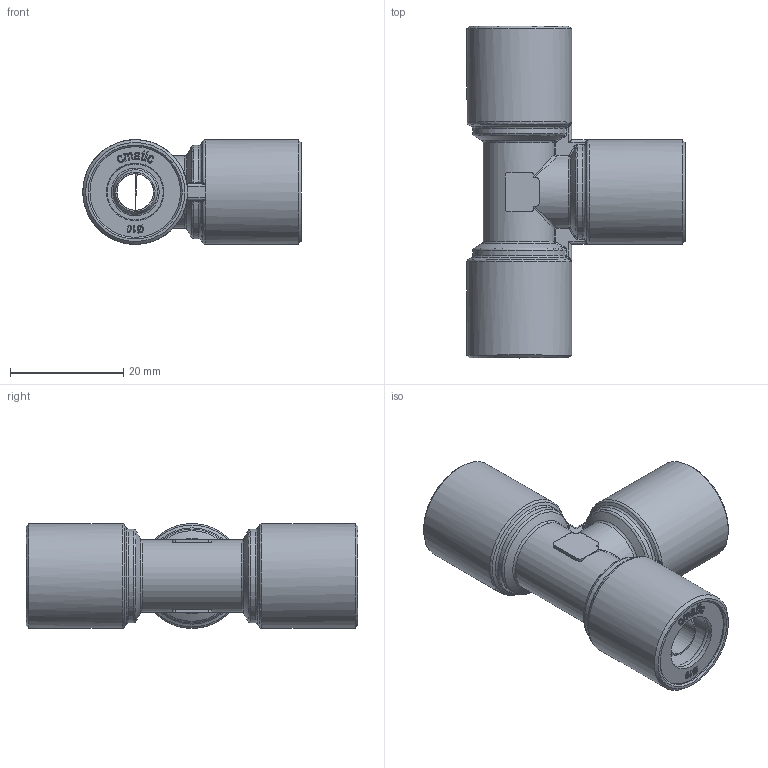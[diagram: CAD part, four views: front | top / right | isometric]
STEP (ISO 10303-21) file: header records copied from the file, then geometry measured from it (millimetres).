
FILE_DESCRIPTION(( 'MAF.29.10.10.stp' ), '1');
FILE_NAME( 'MAF.29.10.10.stp', '2021-02-19T15:25:21',( 'Sopra'),('sopra-pneumatic.com'), 'SwSTEP 2.0','SolidWorks 2009','' );
FILE_SCHEMA( ( 'CONFIG_CONTROL_DESIGN' ) );
Length unit declared in the file: millimetre
Products named in the file (1): Rivoluzione2
Bounding box: 38.55 x 58.6 x 18.5 mm (x, y, z)
Volume: 13379.6 mm3; surface area: 10124.5 mm2
Topology: 1 solids, 1 shells, 621 faces, 1606 edges, 1037 vertices
Faces by surface type: bspline 265, plane 247, cylinder 67, torus 22, cone 20
Full cylindrical faces by diameter (mm): 6.45 x3, 6.5 x2, 7.85 x3, 10.15 x6, 16 x3, 18.5 x3
Entity records: 30030 total; most frequent: CARTESIAN_POINT 16899, ORIENTED_EDGE 3104, DIRECTION 1904, EDGE_CURVE 1552, VERTEX_POINT 1022, LINE 794, VECTOR 794, EDGE_LOOP 714
